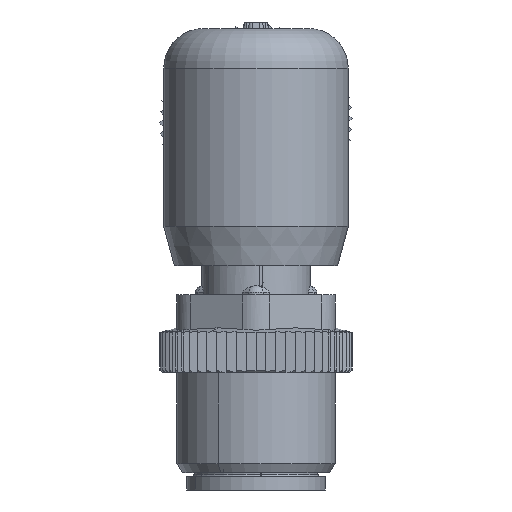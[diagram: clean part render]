
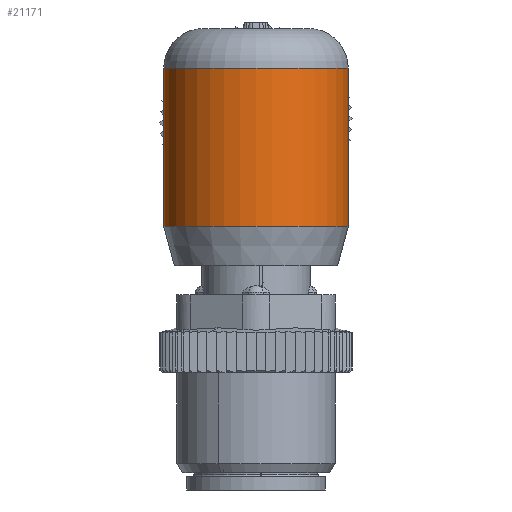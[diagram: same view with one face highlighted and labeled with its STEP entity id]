
A CAD part, front view. The second image highlights one B-rep face of the part: STEP entity #21171.
In plain terms, the highlighted cylindrical face has radius 7 mm (diameter 14 mm), a partial arc.
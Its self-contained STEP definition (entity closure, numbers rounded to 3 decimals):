
#21100=AXIS2_PLACEMENT_3D('Circle Axis2P3D',#21098,#21099,$) ;
#21144=AXIS2_PLACEMENT_3D('Cylinder Axis2P3D',#21141,#21142,#21143) ;
#21162=AXIS2_PLACEMENT_3D('Circle Axis2P3D',#21160,#21161,$) ;
#21095=CARTESIAN_POINT('Vertex',(0.3,7.261,32.)) ;
#21098=CARTESIAN_POINT('Axis2P3D Location',(7.3,7.261,32.)) ;
#21102=CARTESIAN_POINT('Vertex',(14.3,7.261,32.)) ;
#21141=CARTESIAN_POINT('Axis2P3D Location',(7.3,7.261,28.)) ;
#21146=CARTESIAN_POINT('Line Origine',(14.3,7.261,28.)) ;
#21150=CARTESIAN_POINT('Vertex',(14.3,7.261,20.)) ;
#21153=CARTESIAN_POINT('Line Origine',(0.3,7.261,28.)) ;
#21157=CARTESIAN_POINT('Vertex',(0.3,7.261,20.)) ;
#21160=CARTESIAN_POINT('Axis2P3D Location',(7.3,7.261,20.)) ;
#21099=DIRECTION('Axis2P3D Direction',(0.,0.,1.)) ;
#21142=DIRECTION('Axis2P3D Direction',(0.,0.,1.)) ;
#21143=DIRECTION('Axis2P3D XDirection',(1.,0.,0.)) ;
#21147=DIRECTION('Vector Direction',(0.,0.,1.)) ;
#21154=DIRECTION('Vector Direction',(0.,0.,1.)) ;
#21161=DIRECTION('Axis2P3D Direction',(0.,0.,1.)) ;
#21148=VECTOR('Line Direction',#21147,1.) ;
#21155=VECTOR('Line Direction',#21154,1.) ;
#21166=ORIENTED_EDGE('',*,*,#21152,.T.) ;
#21167=ORIENTED_EDGE('',*,*,#21104,.F.) ;
#21168=ORIENTED_EDGE('',*,*,#21159,.F.) ;
#21169=ORIENTED_EDGE('',*,*,#21164,.T.) ;
#21171=ADVANCED_FACE('Hauptkoerper',(#21170),#21145,.T.) ;
#21101=CIRCLE('generated circle',#21100,7.) ;
#21163=CIRCLE('generated circle',#21162,7.) ;
#21145=CYLINDRICAL_SURFACE('generated cylinder',#21144,7.) ;
#21104=EDGE_CURVE('',#21096,#21103,#21101,.T.) ;
#21152=EDGE_CURVE('',#21151,#21103,#21149,.T.) ;
#21159=EDGE_CURVE('',#21158,#21096,#21156,.T.) ;
#21164=EDGE_CURVE('',#21158,#21151,#21163,.T.) ;
#21165=EDGE_LOOP('',(#21166,#21167,#21168,#21169)) ;
#21170=FACE_OUTER_BOUND('',#21165,.T.) ;
#21149=LINE('Line',#21146,#21148) ;
#21156=LINE('Line',#21153,#21155) ;
#21096=VERTEX_POINT('',#21095) ;
#21103=VERTEX_POINT('',#21102) ;
#21151=VERTEX_POINT('',#21150) ;
#21158=VERTEX_POINT('',#21157) ;
